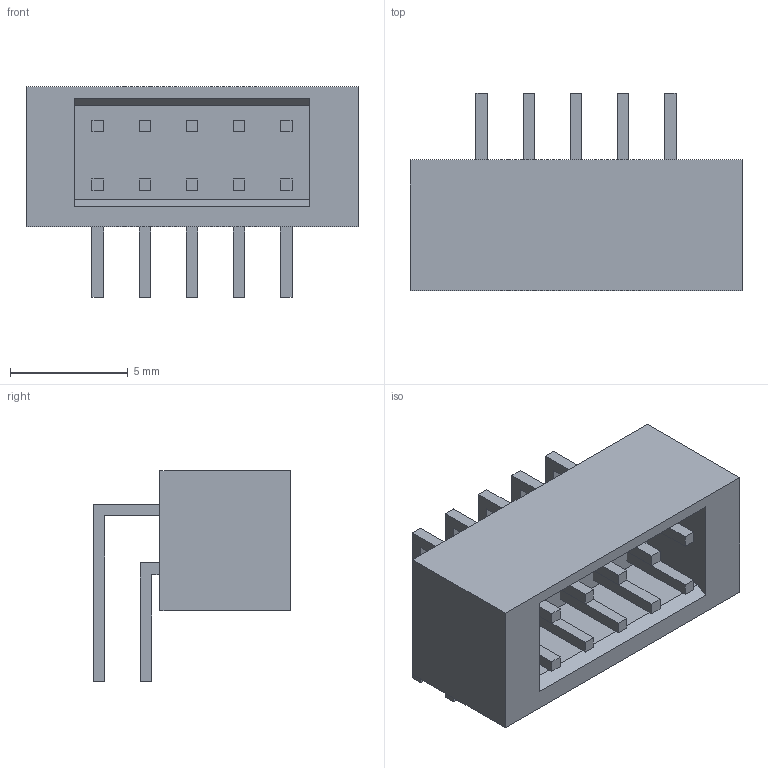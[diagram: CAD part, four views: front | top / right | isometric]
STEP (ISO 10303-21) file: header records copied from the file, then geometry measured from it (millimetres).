
FILE_DESCRIPTION(('FreeCAD Model'),'2;1');
FILE_NAME('Harwin_LTek-Male_2x05_P2.00mm_Horizontal_StrainRelief.step','2019-06-20T18:17:35',('Author'),(''), 'Open CASCADE STEP processor 6.8','FreeCAD','Unknown');
FILE_SCHEMA(('AUTOMOTIVE_DESIGN_CC2 { 1 2 10303 214 -1 1 5 4 }'));
Length unit declared in the file: millimetre
Products named in the file (2): ASSEMBLY; Compound
Assembly tree (1 placements, depth 2):
  ASSEMBLY
    Compound
Bounding box: 14.1 x 8.4 x 8.96 mm (x, y, z)
Volume: 358.6 mm3; surface area: 753.8 mm2
Topology: 11 solids, 11 shells, 93 faces, 210 edges, 140 vertices
Faces by surface type: plane 93
Entity records: 5936 total; most frequent: CARTESIAN_POINT 865, DIRECTION 820, LINE 630, VECTOR 630, ORIENTED_EDGE 420, PCURVE 420, DEFINITIONAL_REPRESENTATION 420, EDGE_CURVE 210
